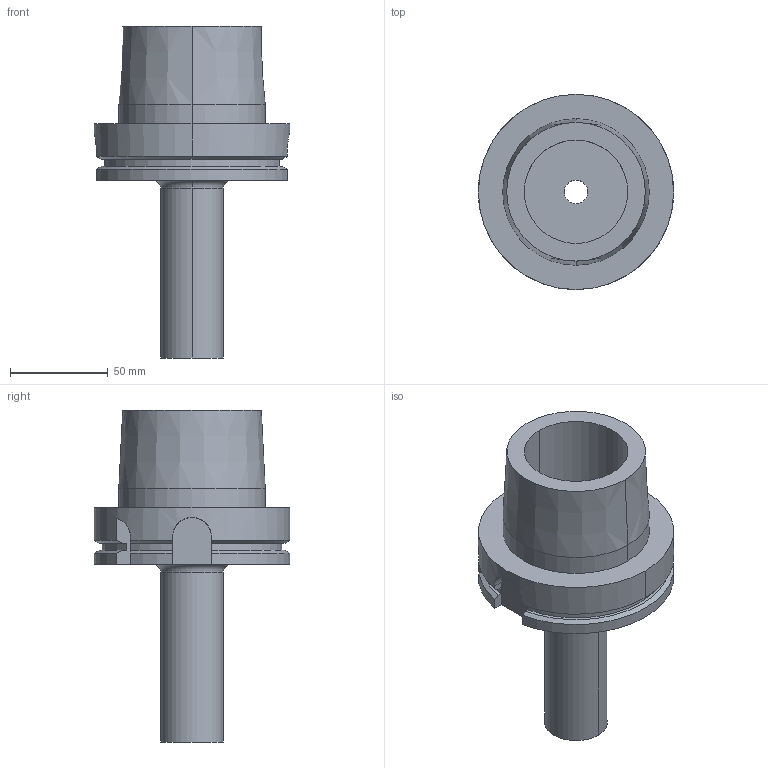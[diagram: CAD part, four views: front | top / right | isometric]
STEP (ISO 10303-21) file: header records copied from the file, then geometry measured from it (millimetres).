
FILE_DESCRIPTION((''),'2;1');
FILE_NAME('8274602055','2021-11-29T12:54:59',('thiemer'),(''),'CREO PARAMETRIC BY PTC INC, 2021164','CREO PARAMETRIC BY PTC INC, 2021164','');
FILE_SCHEMA(('AUTOMOTIVE_DESIGN { 1 0 10303 214 1 1 1 1 }'));
Length unit declared in the file: millimetre
Products named in the file (1): 8274602055
Bounding box: 100 x 100 x 170 mm (x, y, z)
Volume: 368860.9 mm3; surface area: 60862.7 mm2
Topology: 1 solids, 1 shells, 58 faces, 147 edges, 96 vertices
Faces by surface type: cylinder 24, plane 22, cone 10, torus 2
Entity records: 2604 total; most frequent: CARTESIAN_POINT 437, DIRECTION 348, ORIENTED_EDGE 294, PRESENTATION_STYLE_ASSIGNMENT 159, STYLED_ITEM 159, CURVE_STYLE 158, EDGE_CURVE 147, AXIS2_PLACEMENT_3D 136
